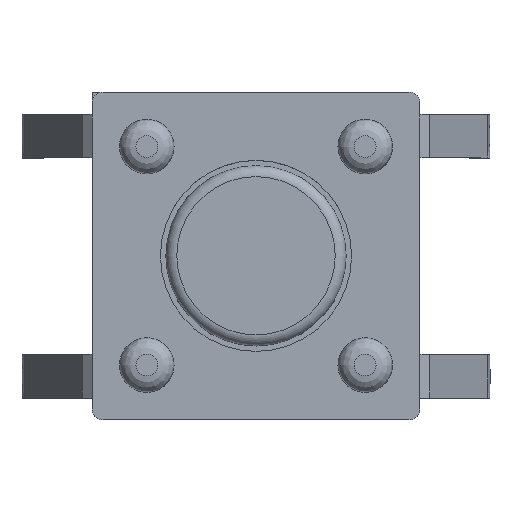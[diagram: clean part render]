
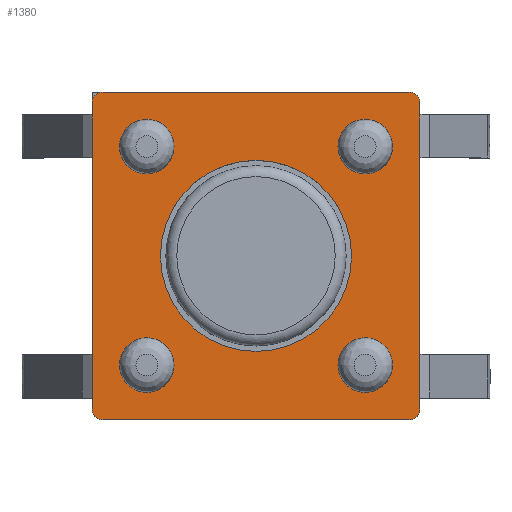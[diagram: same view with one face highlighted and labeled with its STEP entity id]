
A CAD part, top view. The second image highlights one B-rep face of the part: STEP entity #1380.
In plain terms, the highlighted planar face has unit normal (0, 0, 1).
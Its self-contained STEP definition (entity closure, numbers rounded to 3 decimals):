
#100=FACE_BOUND('',#277,.T.);
#115=PLANE('',#1515);
#184=FACE_OUTER_BOUND('',#276,.T.);
#276=EDGE_LOOP('',(#1045,#1046,#1047,#1048,#1049,#1050,#1051,#1052));
#277=EDGE_LOOP('',(#1053));
#363=LINE('',#2007,#473);
#369=LINE('',#2029,#479);
#372=LINE('',#2037,#482);
#375=LINE('',#2047,#485);
#473=VECTOR('',#1669,10.);
#479=VECTOR('',#1691,10.);
#482=VECTOR('',#1700,10.);
#485=VECTOR('',#1713,10.);
#575=CIRCLE('',#1496,0.2);
#581=CIRCLE('',#1505,0.2);
#582=CIRCLE('',#1508,0.2);
#583=CIRCLE('',#1511,0.2);
#584=CIRCLE('',#1513,1.75);
#625=VERTEX_POINT('',#1994);
#626=VERTEX_POINT('',#1995);
#630=VERTEX_POINT('',#2005);
#637=VERTEX_POINT('',#2023);
#638=VERTEX_POINT('',#2027);
#639=VERTEX_POINT('',#2031);
#640=VERTEX_POINT('',#2035);
#641=VERTEX_POINT('',#2039);
#642=VERTEX_POINT('',#2043);
#769=EDGE_CURVE('',#625,#626,#575,.T.);
#775=EDGE_CURVE('',#625,#630,#363,.T.);
#783=EDGE_CURVE('',#637,#630,#581,.T.);
#786=EDGE_CURVE('',#637,#638,#369,.T.);
#787=EDGE_CURVE('',#639,#638,#582,.T.);
#790=EDGE_CURVE('',#639,#640,#372,.T.);
#791=EDGE_CURVE('',#641,#640,#583,.T.);
#793=EDGE_CURVE('',#642,#642,#584,.T.);
#795=EDGE_CURVE('',#641,#626,#375,.T.);
#1045=ORIENTED_EDGE('',*,*,#769,.F.);
#1046=ORIENTED_EDGE('',*,*,#775,.T.);
#1047=ORIENTED_EDGE('',*,*,#783,.F.);
#1048=ORIENTED_EDGE('',*,*,#786,.T.);
#1049=ORIENTED_EDGE('',*,*,#787,.F.);
#1050=ORIENTED_EDGE('',*,*,#790,.T.);
#1051=ORIENTED_EDGE('',*,*,#791,.F.);
#1052=ORIENTED_EDGE('',*,*,#795,.T.);
#1053=ORIENTED_EDGE('',*,*,#793,.T.);
#1380=ADVANCED_FACE('',(#184,#100),#115,.T.);
#1496=AXIS2_PLACEMENT_3D('',#1996,#1659,#1660);
#1505=AXIS2_PLACEMENT_3D('',#2024,#1685,#1686);
#1508=AXIS2_PLACEMENT_3D('',#2032,#1694,#1695);
#1511=AXIS2_PLACEMENT_3D('',#2040,#1703,#1704);
#1513=AXIS2_PLACEMENT_3D('',#2044,#1708,#1709);
#1515=AXIS2_PLACEMENT_3D('',#2048,#1714,#1715);
#1659=DIRECTION('center_axis',(0.,0.,-1.));
#1660=DIRECTION('ref_axis',(0.707,0.707,0.));
#1669=DIRECTION('',(-1.,0.,0.));
#1685=DIRECTION('center_axis',(0.,0.,-1.));
#1686=DIRECTION('ref_axis',(-0.707,0.707,0.));
#1691=DIRECTION('',(0.,-1.,0.));
#1694=DIRECTION('center_axis',(0.,0.,-1.));
#1695=DIRECTION('ref_axis',(-0.707,-0.707,0.));
#1700=DIRECTION('',(1.,0.,0.));
#1703=DIRECTION('center_axis',(0.,0.,-1.));
#1704=DIRECTION('ref_axis',(0.707,-0.707,0.));
#1708=DIRECTION('center_axis',(0.,0.,-1.));
#1709=DIRECTION('ref_axis',(-1.,0.,0.));
#1713=DIRECTION('',(0.,1.,0.));
#1714=DIRECTION('center_axis',(0.,0.,1.));
#1715=DIRECTION('ref_axis',(1.,0.,0.));
#1994=CARTESIAN_POINT('',(5.8,6.,2.7));
#1995=CARTESIAN_POINT('',(6.,5.8,2.7));
#1996=CARTESIAN_POINT('Origin',(5.8,5.8,2.7));
#2005=CARTESIAN_POINT('',(0.2,6.,2.7));
#2007=CARTESIAN_POINT('',(6.,6.,2.7));
#2023=CARTESIAN_POINT('',(0.,5.8,2.7));
#2024=CARTESIAN_POINT('Origin',(0.2,5.8,2.7));
#2027=CARTESIAN_POINT('',(0.,0.2,2.7));
#2029=CARTESIAN_POINT('',(0.,6.,2.7));
#2031=CARTESIAN_POINT('',(0.2,0.,2.7));
#2032=CARTESIAN_POINT('Origin',(0.2,0.2,2.7));
#2035=CARTESIAN_POINT('',(5.8,0.,2.7));
#2037=CARTESIAN_POINT('',(0.,0.,2.7));
#2039=CARTESIAN_POINT('',(6.,0.2,2.7));
#2040=CARTESIAN_POINT('Origin',(5.8,0.2,2.7));
#2043=CARTESIAN_POINT('',(4.75,3.,2.7));
#2044=CARTESIAN_POINT('Origin',(3.,3.,2.7));
#2047=CARTESIAN_POINT('',(6.,0.,2.7));
#2048=CARTESIAN_POINT('Origin',(3.,3.,2.7));
